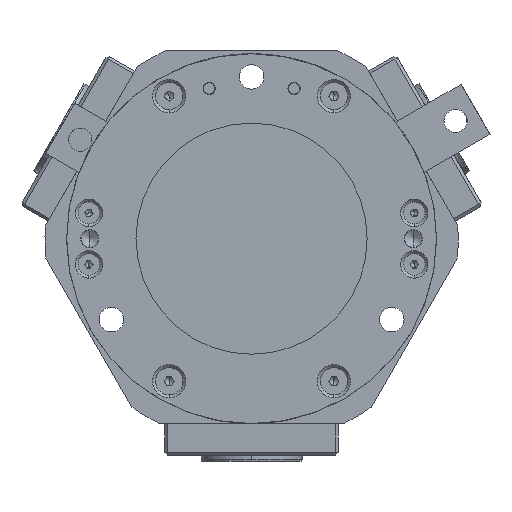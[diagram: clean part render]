
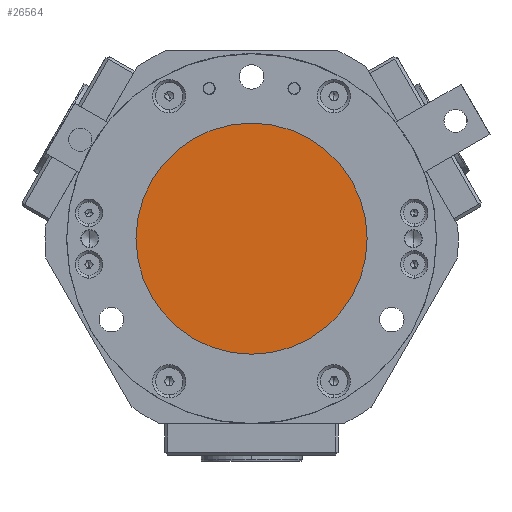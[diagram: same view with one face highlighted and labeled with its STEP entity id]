
A CAD part, front view. The second image highlights one B-rep face of the part: STEP entity #26564.
In plain terms, the highlighted face is planar.
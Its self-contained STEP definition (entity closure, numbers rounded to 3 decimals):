
#451 = VERTEX_POINT ( 'NONE', #2016 ) ;
#857 = VERTEX_POINT ( 'NONE', #2091 ) ;
#2016 = CARTESIAN_POINT ( 'NONE',  ( 0., -1., -40. ) ) ;
#2091 = CARTESIAN_POINT ( 'NONE',  ( 0., -1., 40. ) ) ;
#5864 = ORIENTED_EDGE ( 'NONE', *, *, #21189, .T. ) ;
#5871 = ORIENTED_EDGE ( 'NONE', *, *, #21004, .T. ) ;
#9830 = EDGE_LOOP ( 'NONE', ( #5871, #5864 ) ) ;
#14918 = AXIS2_PLACEMENT_3D ( 'NONE', #15599, #15600, #15601 ) ;
#15020 = AXIS2_PLACEMENT_3D ( 'NONE', #16074, #16082, #16083 ) ;
#15599 = CARTESIAN_POINT ( 'NONE',  ( 0., -1., 0. ) ) ;
#15600 = DIRECTION ( 'NONE',  ( 0., 1., 0. ) ) ;
#15601 = DIRECTION ( 'NONE',  ( 0., 0., 1. ) ) ;
#16074 = CARTESIAN_POINT ( 'NONE',  ( 0., -1., 0. ) ) ;
#16082 = DIRECTION ( 'NONE',  ( 0., 1., 0. ) ) ;
#16083 = DIRECTION ( 'NONE',  ( 0., 0., 1. ) ) ;
#16642 = CIRCLE ( 'NONE', #14918, 40. ) ;
#16910 = CIRCLE ( 'NONE', #15020, 40. ) ;
#20160 = AXIS2_PLACEMENT_3D ( 'NONE', #26883, #26886, #26887 ) ;
#20816 = FACE_OUTER_BOUND ( 'NONE', #9830, .T. ) ;
#21004 = EDGE_CURVE ( 'NONE', #857, #451, #16642, .T. ) ;
#21189 = EDGE_CURVE ( 'NONE', #451, #857, #16910, .T. ) ;
#26564 = ADVANCED_FACE ( 'NONE', ( #20816 ), #26884, .T. ) ;
#26883 = CARTESIAN_POINT ( 'NONE',  ( 0., -1., 0. ) ) ;
#26884 = PLANE ( 'NONE',  #20160 ) ;
#26886 = DIRECTION ( 'NONE',  ( 0., 1., 0. ) ) ;
#26887 = DIRECTION ( 'NONE',  ( 0., 0., 1. ) ) ;
